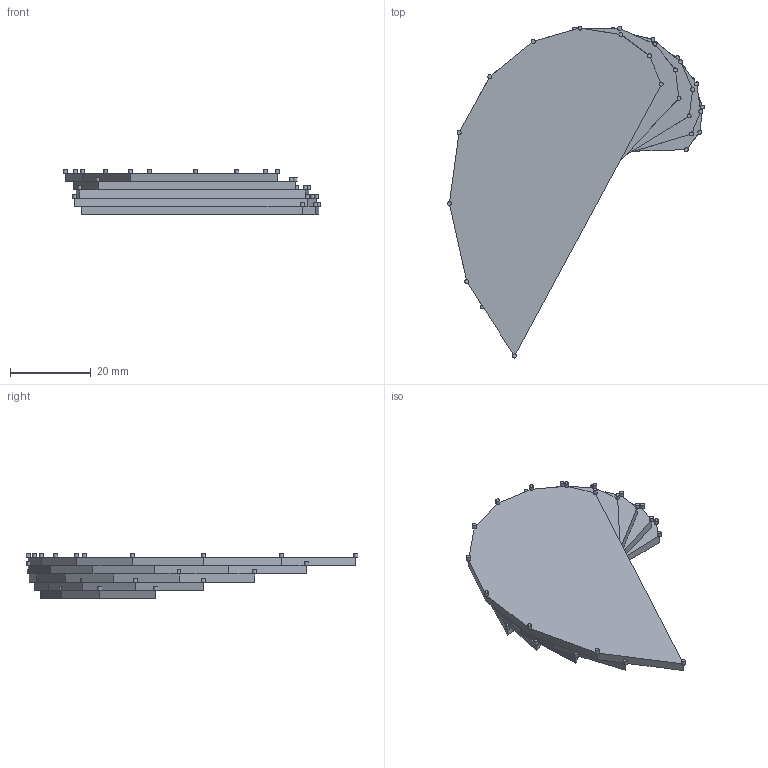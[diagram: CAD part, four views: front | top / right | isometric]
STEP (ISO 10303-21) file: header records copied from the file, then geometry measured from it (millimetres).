
FILE_DESCRIPTION(('Open CASCADE Model'),'2;1');
FILE_NAME('Open CASCADE Shape Model','2024-05-30T14:15:41',('Author'),( 'Open CASCADE'),'Open CASCADE STEP processor 7.7','Open CASCADE 7.7' ,'Unknown');
FILE_SCHEMA(('AUTOMOTIVE_DESIGN { 1 0 10303 214 1 1 1 1 }'));
Length unit declared in the file: millimetre
Products named in the file (1): Open CASCADE STEP translator 7.7 50
Bounding box: 63.9 x 82.43 x 11 mm (x, y, z)
Volume: 18071.4 mm3; surface area: 7369.6 mm2
Topology: 1 solids, 1 shells, 180 faces, 456 edges, 278 vertices
Faces by surface type: plane 142, cylinder 38
Full cylindrical faces by diameter (mm): 1 x26
Entity records: 11215 total; most frequent: CARTESIAN_POINT 1944, DIRECTION 1783, LINE 1023, VECTOR 1023, ORIENTED_EDGE 912, PCURVE 912, DEFINITIONAL_REPRESENTATION 912, EDGE_CURVE 456
